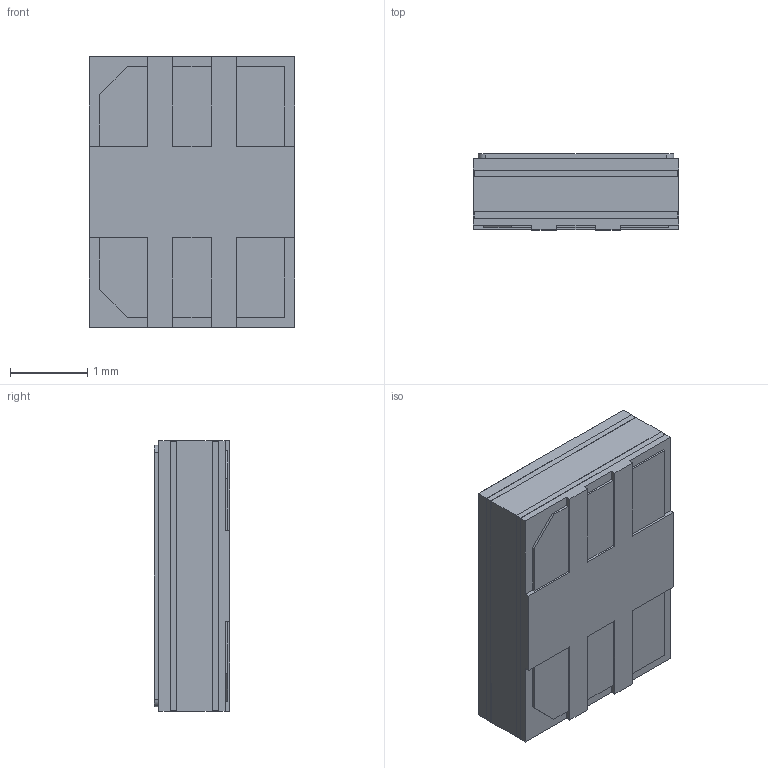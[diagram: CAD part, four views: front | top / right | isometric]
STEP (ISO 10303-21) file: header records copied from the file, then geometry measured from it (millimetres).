
FILE_DESCRIPTION (( 'STEP AP214' ), '1' );
FILE_NAME ('ICS-41351.STEP', '2022-03-02T09:41:13', ( 'ADMIN' ), ( '' ), 'SwSTEP 2.0', 'SolidWorks 2016', '' );
FILE_SCHEMA (( 'AUTOMOTIVE_DESIGN' ));
Length unit declared in the file: millimetre
Products named in the file (1): ICS-41351
Bounding box: 2.65 x 0.98 x 3.5 mm (x, y, z)
Volume: 8.8 mm3; surface area: 43.4 mm2
Topology: 9 solids, 9 shells, 257 faces, 655 edges, 436 vertices
Faces by surface type: plane 175, bspline 74, cylinder 6, torus 2
Entity records: 11037 total; most frequent: CARTESIAN_POINT 5071, ORIENTED_EDGE 1310, DIRECTION 891, EDGE_CURVE 655, LINE 491, VECTOR 491, VERTEX_POINT 436, EDGE_LOOP 281
